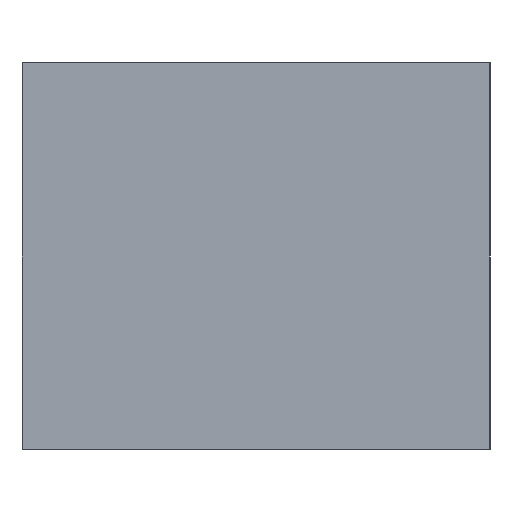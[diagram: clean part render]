
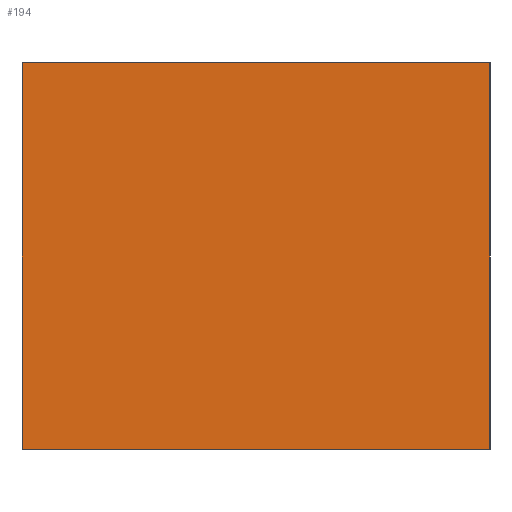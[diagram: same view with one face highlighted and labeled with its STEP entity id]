
A CAD part, left-side view. The second image highlights one B-rep face of the part: STEP entity #194.
In plain terms, the highlighted planar face has unit normal (1, 0, 0).
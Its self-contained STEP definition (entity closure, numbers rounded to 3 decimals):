
#155=CARTESIAN_POINT('Axis2P3D Location',(-3000.,1590.019,1312.)) ;
#160=CARTESIAN_POINT('Line Origine',(-3000.,1590.019,656.)) ;
#164=CARTESIAN_POINT('Vertex',(-3000.,1590.019,1312.)) ;
#166=CARTESIAN_POINT('Vertex',(-3000.,1590.019,0.)) ;
#169=CARTESIAN_POINT('Line Origine',(-3000.,795.,1312.)) ;
#173=CARTESIAN_POINT('Vertex',(-3000.,-0.019,1312.)) ;
#176=CARTESIAN_POINT('Line Origine',(-3000.,-0.019,656.)) ;
#180=CARTESIAN_POINT('Vertex',(-3000.,-0.019,0.)) ;
#183=CARTESIAN_POINT('Line Origine',(-3000.,795.,0.)) ;
#156=DIRECTION('Axis2P3D Direction',(1.,0.,0.)) ;
#157=DIRECTION('Axis2P3D XDirection',(0.,1.,0.)) ;
#161=DIRECTION('Vector Direction',(0.,0.,-1.)) ;
#170=DIRECTION('Vector Direction',(0.,-1.,0.)) ;
#177=DIRECTION('Vector Direction',(0.,0.,1.)) ;
#184=DIRECTION('Vector Direction',(0.,1.,0.)) ;
#158=AXIS2_PLACEMENT_3D('Plane Axis2P3D',#155,#156,#157) ;
#189=ORIENTED_EDGE('',*,*,#168,.F.) ;
#190=ORIENTED_EDGE('',*,*,#175,.T.) ;
#191=ORIENTED_EDGE('',*,*,#182,.F.) ;
#192=ORIENTED_EDGE('',*,*,#187,.T.) ;
#162=VECTOR('Line Direction',#161,1.) ;
#171=VECTOR('Line Direction',#170,1.) ;
#178=VECTOR('Line Direction',#177,1.) ;
#185=VECTOR('Line Direction',#184,1.) ;
#194=ADVANCED_FACE('Inlet',(#193),#159,.T.) ;
#168=EDGE_CURVE('',#165,#167,#163,.T.) ;
#175=EDGE_CURVE('',#165,#174,#172,.T.) ;
#182=EDGE_CURVE('',#181,#174,#179,.T.) ;
#187=EDGE_CURVE('',#181,#167,#186,.T.) ;
#188=EDGE_LOOP('',(#189,#190,#191,#192)) ;
#193=FACE_OUTER_BOUND('',#188,.T.) ;
#163=LINE('Line',#160,#162) ;
#172=LINE('Line',#169,#171) ;
#179=LINE('Line',#176,#178) ;
#186=LINE('Line',#183,#185) ;
#159=PLANE('Plane',#158) ;
#165=VERTEX_POINT('',#164) ;
#167=VERTEX_POINT('',#166) ;
#174=VERTEX_POINT('',#173) ;
#181=VERTEX_POINT('',#180) ;
